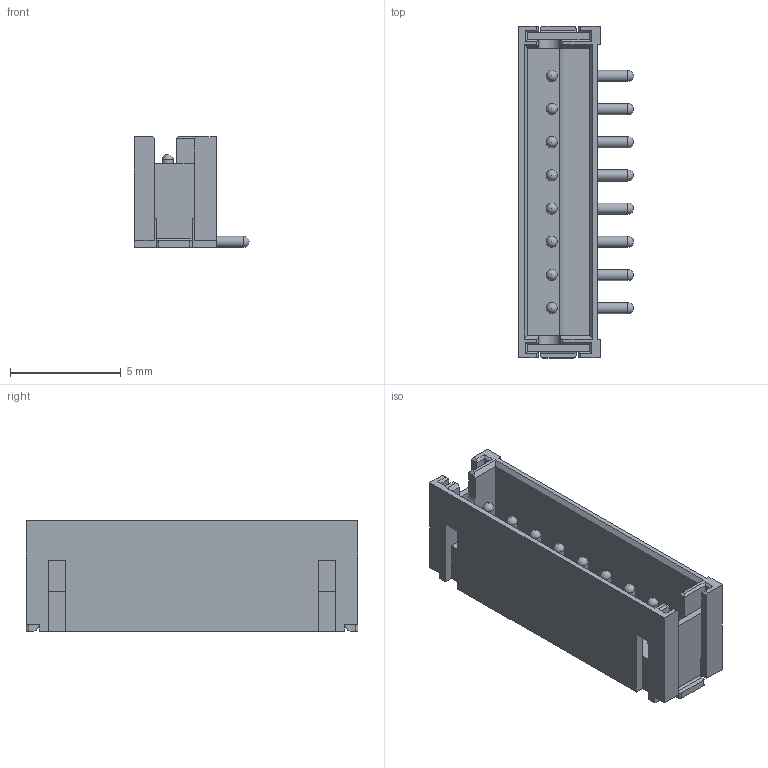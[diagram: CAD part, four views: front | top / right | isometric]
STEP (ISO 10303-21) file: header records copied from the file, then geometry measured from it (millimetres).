
FILE_DESCRIPTION(/* description */ (''),/* implementation_level */ '2;1');
FILE_NAME(/* name */ 'B8B-ZR-SM4-TF.step',/* time_stamp */ '2023-11-07T16:21:55+03:00',/* author */ ('Sandman'),/* organization */ (''),/* preprocessor_version */ 'ST-DEVELOPER v18.1',/* originating_system */ 'Autodesk Inventor 2021',/* authorisation */ '');
FILE_SCHEMA (('AUTOMOTIVE_DESIGN { 1 0 10303 214 3 1 1 }'));
Length unit declared in the file: millimetre
Products named in the file (1): ZH_connector
Bounding box: 5.2 x 15 x 5 mm (x, y, z)
Volume: 133 mm3; surface area: 531.7 mm2
Topology: 1 solids, 1 shells, 188 faces, 532 edges, 342 vertices
Faces by surface type: plane 130, cylinder 34, sphere 16, torus 8
Full cylindrical faces by diameter (mm): 0.5 x24
Entity records: 6080 total; most frequent: CARTESIAN_POINT 1047, ORIENTED_EDGE 1032, DIRECTION 1010, EDGE_CURVE 516, LINE 400, VECTOR 400, VERTEX_POINT 342, AXIS2_PLACEMENT_3D 305
